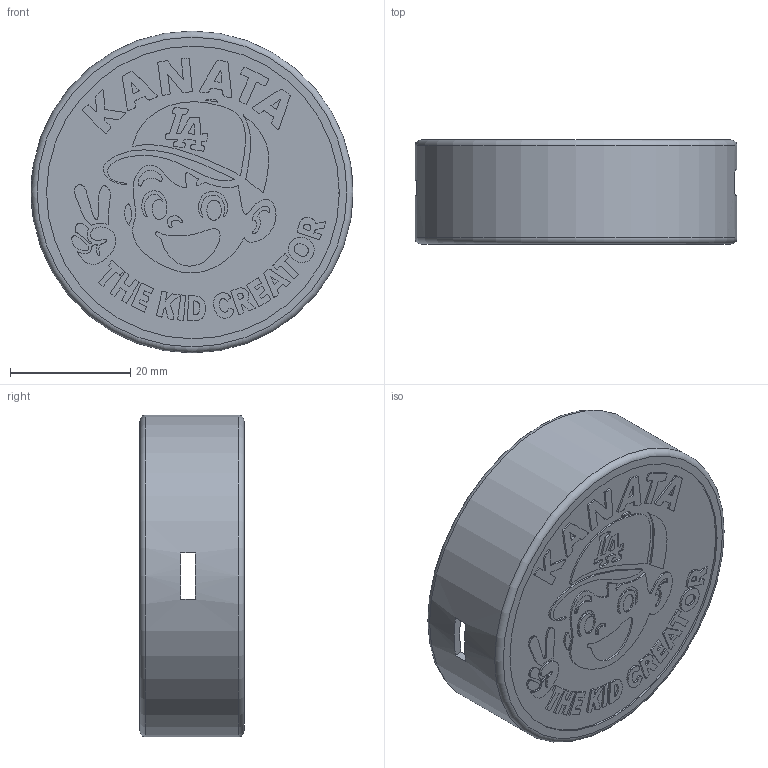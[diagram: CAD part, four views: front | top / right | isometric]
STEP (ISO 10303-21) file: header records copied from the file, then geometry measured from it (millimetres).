
FILE_DESCRIPTION(/* description */ (''),/* implementation_level */ '2;1');
FILE_NAME(/* name */ 'button-speaker-bottom.step',/* time_stamp */ '2025-09-06T04:03:44+09:00',/* author */ (''),/* organization */ (''),/* preprocessor_version */ 'ST-DEVELOPER v20.1',/* originating_system */ 'Autodesk Translation Framework v14.10.0.0',/* authorisation */ '');
FILE_SCHEMA (('AUTOMOTIVE_DESIGN { 1 0 10303 214 3 1 1 }'));
Length unit declared in the file: millimetre
Products named in the file (1): button-speaker-bottom
Bounding box: 53.5 x 17.3 x 53.5 mm (x, y, z)
Volume: 7553 mm3; surface area: 11503.4 mm2
Topology: 1 solids, 1 shells, 625 faces, 1716 edges, 1138 vertices
Faces by surface type: bspline 363, plane 246, cylinder 14, torus 2
Full cylindrical faces by diameter (mm): 3.5 x1, 50.9 x1, 53.5 x1
Entity records: 20620 total; most frequent: CARTESIAN_POINT 8147, ORIENTED_EDGE 3432, EDGE_CURVE 1716, DIRECTION 1622, VERTEX_POINT 1138, LINE 928, VECTOR 928, EDGE_LOOP 677
